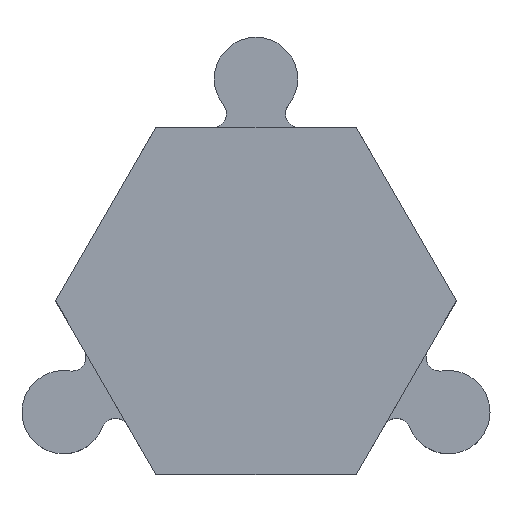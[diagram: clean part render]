
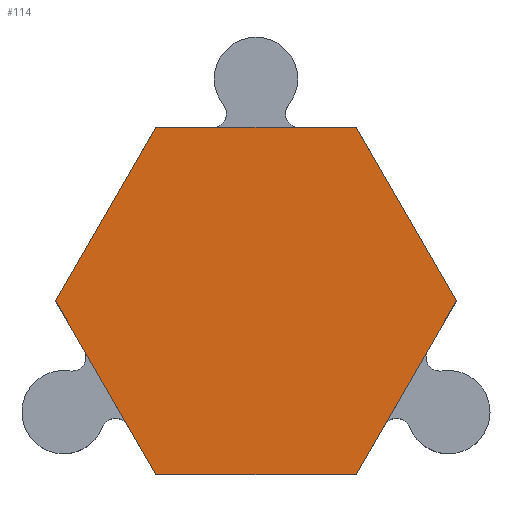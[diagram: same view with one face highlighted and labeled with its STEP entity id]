
A CAD part, top view. The second image highlights one B-rep face of the part: STEP entity #114.
In plain terms, the highlighted planar face has unit normal (0, 0, 1).
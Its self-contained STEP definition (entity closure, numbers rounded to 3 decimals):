
#35 = DIRECTION ( 'NONE',  ( -1., 0., 0. ) ) ;
#114 = ADVANCED_FACE ( 'NONE', ( #284 ), #377, .T. ) ;
#213 = EDGE_CURVE ( 'NONE', #1450, #337, #618, .T. ) ;
#214 = CARTESIAN_POINT ( 'NONE',  ( -7.217, -12.5, 10. ) ) ;
#266 = LINE ( 'NONE', #507, #1465 ) ;
#273 = DIRECTION ( 'NONE',  ( -0.5, 0.866, 0. ) ) ;
#284 = FACE_OUTER_BOUND ( 'NONE', #726, .T. ) ;
#337 = VERTEX_POINT ( 'NONE', #451 ) ;
#349 = VERTEX_POINT ( 'NONE', #1134 ) ;
#360 = VECTOR ( 'NONE', #1033, 1000. ) ;
#377 = PLANE ( 'NONE',  #1213 ) ;
#380 = CARTESIAN_POINT ( 'NONE',  ( -7.217, 12.5, 10. ) ) ;
#407 = VECTOR ( 'NONE', #1210, 1000. ) ;
#410 = VERTEX_POINT ( 'NONE', #214 ) ;
#427 = ORIENTED_EDGE ( 'NONE', *, *, #213, .T. ) ;
#434 = CARTESIAN_POINT ( 'NONE',  ( -14.434, 0., 10. ) ) ;
#451 = CARTESIAN_POINT ( 'NONE',  ( -7.217, 12.5, 10. ) ) ;
#496 = EDGE_CURVE ( 'NONE', #349, #1045, #1265, .T. ) ;
#503 = VECTOR ( 'NONE', #35, 1000. ) ;
#507 = CARTESIAN_POINT ( 'NONE',  ( -7.217, -12.5, 10. ) ) ;
#513 = DIRECTION ( 'NONE',  ( 0., 0., 1. ) ) ;
#581 = CARTESIAN_POINT ( 'NONE',  ( 7.217, -12.5, 10. ) ) ;
#585 = VECTOR ( 'NONE', #1194, 1000. ) ;
#604 = CARTESIAN_POINT ( 'NONE',  ( 14.434, 0., 10. ) ) ;
#618 = LINE ( 'NONE', #1070, #503 ) ;
#625 = CARTESIAN_POINT ( 'NONE',  ( 0., 0., 10. ) ) ;
#627 = DIRECTION ( 'NONE',  ( 1., 0., 0. ) ) ;
#660 = EDGE_CURVE ( 'NONE', #337, #1148, #859, .T. ) ;
#665 = ORIENTED_EDGE ( 'NONE', *, *, #660, .T. ) ;
#685 = ORIENTED_EDGE ( 'NONE', *, *, #761, .T. ) ;
#700 = EDGE_CURVE ( 'NONE', #410, #349, #266, .T. ) ;
#726 = EDGE_LOOP ( 'NONE', ( #1111, #685, #427, #665, #1293, #1191 ) ) ;
#761 = EDGE_CURVE ( 'NONE', #1045, #1450, #1387, .T. ) ;
#787 = VECTOR ( 'NONE', #273, 1000. ) ;
#859 = LINE ( 'NONE', #380, #585 ) ;
#922 = EDGE_CURVE ( 'NONE', #1148, #410, #1202, .T. ) ;
#1033 = DIRECTION ( 'NONE',  ( 0.5, 0.866, 0. ) ) ;
#1045 = VERTEX_POINT ( 'NONE', #1252 ) ;
#1070 = CARTESIAN_POINT ( 'NONE',  ( 7.217, 12.5, 10. ) ) ;
#1111 = ORIENTED_EDGE ( 'NONE', *, *, #496, .T. ) ;
#1134 = CARTESIAN_POINT ( 'NONE',  ( 7.217, -12.5, 10. ) ) ;
#1148 = VERTEX_POINT ( 'NONE', #434 ) ;
#1183 = DIRECTION ( 'NONE',  ( 1., 0., 0. ) ) ;
#1191 = ORIENTED_EDGE ( 'NONE', *, *, #700, .T. ) ;
#1194 = DIRECTION ( 'NONE',  ( -0.5, -0.866, 0. ) ) ;
#1202 = LINE ( 'NONE', #1452, #407 ) ;
#1210 = DIRECTION ( 'NONE',  ( 0.5, -0.866, 0. ) ) ;
#1213 = AXIS2_PLACEMENT_3D ( 'NONE', #625, #513, #1183 ) ;
#1233 = CARTESIAN_POINT ( 'NONE',  ( 7.217, 12.5, 10. ) ) ;
#1252 = CARTESIAN_POINT ( 'NONE',  ( 14.434, 0., 10. ) ) ;
#1265 = LINE ( 'NONE', #581, #360 ) ;
#1293 = ORIENTED_EDGE ( 'NONE', *, *, #922, .T. ) ;
#1387 = LINE ( 'NONE', #604, #787 ) ;
#1450 = VERTEX_POINT ( 'NONE', #1233 ) ;
#1452 = CARTESIAN_POINT ( 'NONE',  ( -14.434, 0., 10. ) ) ;
#1465 = VECTOR ( 'NONE', #627, 1000. ) ;
